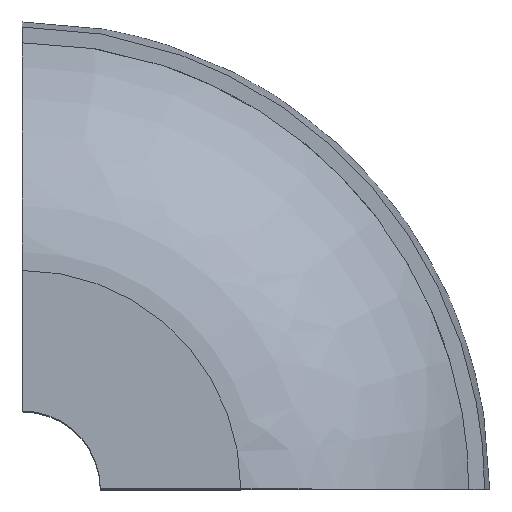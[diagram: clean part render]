
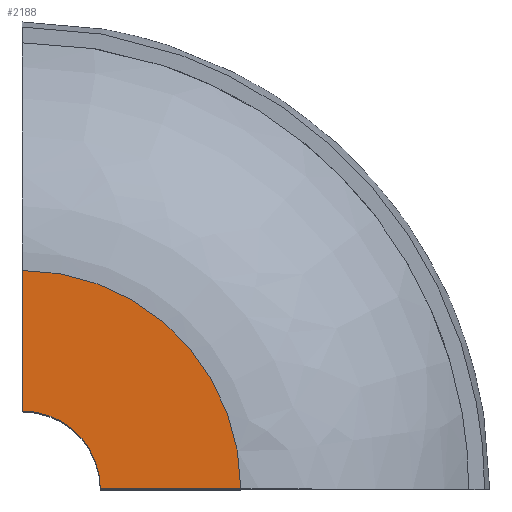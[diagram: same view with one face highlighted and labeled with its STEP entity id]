
A CAD part, top view. The second image highlights one B-rep face of the part: STEP entity #2188.
In plain terms, the highlighted planar face has unit normal (0, 0, 1).
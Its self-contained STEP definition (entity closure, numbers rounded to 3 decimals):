
#141 = PLANE('',#142);
#142 = AXIS2_PLACEMENT_3D('',#143,#144,#145);
#143 = CARTESIAN_POINT('',(0.,171.029,-325.));
#144 = DIRECTION('',(1.,0.,0.));
#145 = DIRECTION('',(0.,0.,-1.));
#196 = PLANE('',#197);
#197 = AXIS2_PLACEMENT_3D('',#198,#199,#200);
#198 = CARTESIAN_POINT('',(171.029,0.,-325.));
#199 = DIRECTION('',(-0.,-1.,-0.));
#200 = DIRECTION('',(0.,0.,-1.));
#1005 = VERTEX_POINT('',#1006);
#1006 = CARTESIAN_POINT('',(252.057,0.,340.));
#1118 = SURFACE_OF_REVOLUTION('',#1119,#1172);
#1119 = B_SPLINE_CURVE_WITH_KNOTS('',3,(#1120,#1121,#1122,#1123,#1124,
    #1125,#1126,#1127,#1128,#1129,#1130,#1131,#1132,#1133,#1134,#1135,
    #1136,#1137,#1138,#1139,#1140,#1141,#1142,#1143,#1144,#1145,#1146,
    #1147,#1148,#1149,#1150,#1151,#1152,#1153,#1154,#1155,#1156,#1157,
    #1158,#1159,#1160,#1161,#1162,#1163,#1164,#1165,#1166,#1167,#1168,
    #1169,#1170,#1171),.UNSPECIFIED.,.F.,.F.,(4,1,1,1,1,1,1,1,1,1,1,1,1,
    1,1,1,1,1,1,1,1,1,1,1,1,1,1,1,1,1,1,1,1,1,1,1,1,1,1,1,1,1,1,1,1,1,1,
    1,1,4),(0.,24.862,47.407,67.968,
    87.002,104.963,122.239,139.148,
    155.935,172.787,189.843,207.207,
    224.954,243.137,261.793,280.948,
    300.615,320.798,341.494,362.684,
    384.337,406.406,428.826,451.513,
    474.367,497.278,520.132,542.818,
    565.238,587.307,608.961,630.151,
    650.846,671.03,690.697,709.851,
    728.507,746.69,764.437,781.801,
    798.857,815.709,832.496,849.405,
    866.682,884.642,903.676,924.237,
    946.782,971.644),.UNSPECIFIED.);
#1120 = CARTESIAN_POINT('',(252.057,0.,-340.));
#1121 = CARTESIAN_POINT('',(260.36,0.,-340.008));
#1122 = CARTESIAN_POINT('',(276.162,0.,-338.891));
#1123 = CARTESIAN_POINT('',(298.437,0.,-334.47));
#1124 = CARTESIAN_POINT('',(318.236,0.,-328.275));
#1125 = CARTESIAN_POINT('',(335.976,0.,-320.911));
#1126 = CARTESIAN_POINT('',(352.118,0.,-312.711));
#1127 = CARTESIAN_POINT('',(367.073,0.,-303.831));
#1128 = CARTESIAN_POINT('',(381.165,0.,-294.323));
#1129 = CARTESIAN_POINT('',(394.632,0.,-284.187));
#1130 = CARTESIAN_POINT('',(407.641,0.,-273.392));
#1131 = CARTESIAN_POINT('',(420.296,0.,-261.898));
#1132 = CARTESIAN_POINT('',(432.655,0.,-249.658));
#1133 = CARTESIAN_POINT('',(444.737,0.,-236.627));
#1134 = CARTESIAN_POINT('',(456.526,0.,-222.759));
#1135 = CARTESIAN_POINT('',(467.98,0.,-208.015));
#1136 = CARTESIAN_POINT('',(479.032,0.,-192.356));
#1137 = CARTESIAN_POINT('',(489.591,0.,-175.753));
#1138 = CARTESIAN_POINT('',(499.544,0.,-158.185));
#1139 = CARTESIAN_POINT('',(508.761,0.,-139.65));
#1140 = CARTESIAN_POINT('',(517.094,0.,-120.165));
#1141 = CARTESIAN_POINT('',(524.383,0.,-99.778));
#1142 = CARTESIAN_POINT('',(530.467,0.,-78.57));
#1143 = CARTESIAN_POINT('',(535.193,0.,-56.665));
#1144 = CARTESIAN_POINT('',(538.426,0.,-34.224));
#1145 = CARTESIAN_POINT('',(540.069,0.,-11.446));
#1146 = CARTESIAN_POINT('',(540.069,0.,11.446));
#1147 = CARTESIAN_POINT('',(538.426,0.,34.224));
#1148 = CARTESIAN_POINT('',(535.193,0.,56.665));
#1149 = CARTESIAN_POINT('',(530.467,0.,78.57));
#1150 = CARTESIAN_POINT('',(524.383,0.,99.778));
#1151 = CARTESIAN_POINT('',(517.094,0.,120.165));
#1152 = CARTESIAN_POINT('',(508.761,0.,139.65));
#1153 = CARTESIAN_POINT('',(499.544,0.,158.185));
#1154 = CARTESIAN_POINT('',(489.591,0.,175.753));
#1155 = CARTESIAN_POINT('',(479.032,0.,192.356));
#1156 = CARTESIAN_POINT('',(467.98,0.,208.015));
#1157 = CARTESIAN_POINT('',(456.526,0.,222.759));
#1158 = CARTESIAN_POINT('',(444.737,0.,236.627));
#1159 = CARTESIAN_POINT('',(432.655,0.,249.658));
#1160 = CARTESIAN_POINT('',(420.296,0.,261.898));
#1161 = CARTESIAN_POINT('',(407.641,0.,273.392));
#1162 = CARTESIAN_POINT('',(394.632,0.,284.187));
#1163 = CARTESIAN_POINT('',(381.165,0.,294.323));
#1164 = CARTESIAN_POINT('',(367.073,0.,303.831));
#1165 = CARTESIAN_POINT('',(352.118,0.,312.711));
#1166 = CARTESIAN_POINT('',(335.976,0.,320.911));
#1167 = CARTESIAN_POINT('',(318.236,0.,328.275));
#1168 = CARTESIAN_POINT('',(298.437,0.,334.47));
#1169 = CARTESIAN_POINT('',(276.162,0.,338.891));
#1170 = CARTESIAN_POINT('',(260.36,0.,340.008));
#1171 = CARTESIAN_POINT('',(252.057,0.,340.));
#1172 = AXIS1_PLACEMENT('',#1173,#1174);
#1173 = CARTESIAN_POINT('',(0.,0.,0.));
#1174 = DIRECTION('',(0.,0.,1.));
#1182 = EDGE_CURVE('',#1183,#1005,#1185,.T.);
#1183 = VERTEX_POINT('',#1184);
#1184 = CARTESIAN_POINT('',(90.,0.,340.));
#1185 = SURFACE_CURVE('',#1186,(#1190,#1197),.PCURVE_S1.);
#1186 = LINE('',#1187,#1188);
#1187 = CARTESIAN_POINT('',(90.,0.,340.));
#1188 = VECTOR('',#1189,1.);
#1189 = DIRECTION('',(1.,0.,0.));
#1190 = PCURVE('',#196,#1191);
#1191 = DEFINITIONAL_REPRESENTATION('',(#1192),#1196);
#1192 = LINE('',#1193,#1194);
#1193 = CARTESIAN_POINT('',(-665.,-81.029));
#1194 = VECTOR('',#1195,1.);
#1195 = DIRECTION('',(0.,1.));
#1196 = ( GEOMETRIC_REPRESENTATION_CONTEXT(2) 
PARAMETRIC_REPRESENTATION_CONTEXT() REPRESENTATION_CONTEXT('2D SPACE',''
  ) );
#1197 = PCURVE('',#1198,#1203);
#1198 = PLANE('',#1199);
#1199 = AXIS2_PLACEMENT_3D('',#1200,#1201,#1202);
#1200 = CARTESIAN_POINT('',(0.,0.,340.));
#1201 = DIRECTION('',(0.,0.,1.));
#1202 = DIRECTION('',(1.,-0.,-0.));
#1203 = DEFINITIONAL_REPRESENTATION('',(#1204),#1208);
#1204 = LINE('',#1205,#1206);
#1205 = CARTESIAN_POINT('',(90.,-0.));
#1206 = VECTOR('',#1207,1.);
#1207 = DIRECTION('',(1.,-0.));
#1208 = ( GEOMETRIC_REPRESENTATION_CONTEXT(2) 
PARAMETRIC_REPRESENTATION_CONTEXT() REPRESENTATION_CONTEXT('2D SPACE',''
  ) );
#1226 = CYLINDRICAL_SURFACE('',#1227,90.);
#1227 = AXIS2_PLACEMENT_3D('',#1228,#1229,#1230);
#1228 = CARTESIAN_POINT('',(0.,0.,310.));
#1229 = DIRECTION('',(0.,0.,1.));
#1230 = DIRECTION('',(1.,0.,0.));
#1726 = VERTEX_POINT('',#1727);
#1727 = CARTESIAN_POINT('',(0.,252.057,340.));
#1846 = EDGE_CURVE('',#1847,#1726,#1849,.T.);
#1847 = VERTEX_POINT('',#1848);
#1848 = CARTESIAN_POINT('',(0.,90.,340.));
#1849 = SURFACE_CURVE('',#1850,(#1854,#1861),.PCURVE_S1.);
#1850 = LINE('',#1851,#1852);
#1851 = CARTESIAN_POINT('',(0.,90.,340.));
#1852 = VECTOR('',#1853,1.);
#1853 = DIRECTION('',(0.,1.,0.));
#1854 = PCURVE('',#141,#1855);
#1855 = DEFINITIONAL_REPRESENTATION('',(#1856),#1860);
#1856 = LINE('',#1857,#1858);
#1857 = CARTESIAN_POINT('',(-665.,-81.029));
#1858 = VECTOR('',#1859,1.);
#1859 = DIRECTION('',(0.,1.));
#1860 = ( GEOMETRIC_REPRESENTATION_CONTEXT(2) 
PARAMETRIC_REPRESENTATION_CONTEXT() REPRESENTATION_CONTEXT('2D SPACE',''
  ) );
#1861 = PCURVE('',#1198,#1862);
#1862 = DEFINITIONAL_REPRESENTATION('',(#1863),#1867);
#1863 = LINE('',#1864,#1865);
#1864 = CARTESIAN_POINT('',(0.,90.));
#1865 = VECTOR('',#1866,1.);
#1866 = DIRECTION('',(0.,1.));
#1867 = ( GEOMETRIC_REPRESENTATION_CONTEXT(2) 
PARAMETRIC_REPRESENTATION_CONTEXT() REPRESENTATION_CONTEXT('2D SPACE',''
  ) );
#2166 = EDGE_CURVE('',#1183,#1847,#2167,.T.);
#2167 = SURFACE_CURVE('',#2168,(#2173,#2180),.PCURVE_S1.);
#2168 = CIRCLE('',#2169,90.);
#2169 = AXIS2_PLACEMENT_3D('',#2170,#2171,#2172);
#2170 = CARTESIAN_POINT('',(0.,0.,340.));
#2171 = DIRECTION('',(0.,0.,1.));
#2172 = DIRECTION('',(1.,0.,0.));
#2173 = PCURVE('',#1226,#2174);
#2174 = DEFINITIONAL_REPRESENTATION('',(#2175),#2179);
#2175 = LINE('',#2176,#2177);
#2176 = CARTESIAN_POINT('',(0.,30.));
#2177 = VECTOR('',#2178,1.);
#2178 = DIRECTION('',(1.,0.));
#2179 = ( GEOMETRIC_REPRESENTATION_CONTEXT(2) 
PARAMETRIC_REPRESENTATION_CONTEXT() REPRESENTATION_CONTEXT('2D SPACE',''
  ) );
#2180 = PCURVE('',#1198,#2181);
#2181 = DEFINITIONAL_REPRESENTATION('',(#2182),#2186);
#2182 = CIRCLE('',#2183,90.);
#2183 = AXIS2_PLACEMENT_2D('',#2184,#2185);
#2184 = CARTESIAN_POINT('',(0.,0.));
#2185 = DIRECTION('',(1.,-0.));
#2186 = ( GEOMETRIC_REPRESENTATION_CONTEXT(2) 
PARAMETRIC_REPRESENTATION_CONTEXT() REPRESENTATION_CONTEXT('2D SPACE',''
  ) );
#2188 = ADVANCED_FACE('',(#2189),#1198,.T.);
#2189 = FACE_BOUND('',#2190,.F.);
#2190 = EDGE_LOOP('',(#2191,#2192,#2193,#2215));
#2191 = ORIENTED_EDGE('',*,*,#2166,.T.);
#2192 = ORIENTED_EDGE('',*,*,#1846,.T.);
#2193 = ORIENTED_EDGE('',*,*,#2194,.F.);
#2194 = EDGE_CURVE('',#1005,#1726,#2195,.T.);
#2195 = SURFACE_CURVE('',#2196,(#2201,#2208),.PCURVE_S1.);
#2196 = CIRCLE('',#2197,252.057);
#2197 = AXIS2_PLACEMENT_3D('',#2198,#2199,#2200);
#2198 = CARTESIAN_POINT('',(0.,0.,340.));
#2199 = DIRECTION('',(0.,0.,1.));
#2200 = DIRECTION('',(1.,0.,0.));
#2201 = PCURVE('',#1198,#2202);
#2202 = DEFINITIONAL_REPRESENTATION('',(#2203),#2207);
#2203 = CIRCLE('',#2204,252.057);
#2204 = AXIS2_PLACEMENT_2D('',#2205,#2206);
#2205 = CARTESIAN_POINT('',(0.,0.));
#2206 = DIRECTION('',(1.,-0.));
#2207 = ( GEOMETRIC_REPRESENTATION_CONTEXT(2) 
PARAMETRIC_REPRESENTATION_CONTEXT() REPRESENTATION_CONTEXT('2D SPACE',''
  ) );
#2208 = PCURVE('',#1118,#2209);
#2209 = DEFINITIONAL_REPRESENTATION('',(#2210),#2214);
#2210 = LINE('',#2211,#2212);
#2211 = CARTESIAN_POINT('',(0.,971.644));
#2212 = VECTOR('',#2213,1.);
#2213 = DIRECTION('',(1.,0.));
#2214 = ( GEOMETRIC_REPRESENTATION_CONTEXT(2) 
PARAMETRIC_REPRESENTATION_CONTEXT() REPRESENTATION_CONTEXT('2D SPACE',''
  ) );
#2215 = ORIENTED_EDGE('',*,*,#1182,.F.);
